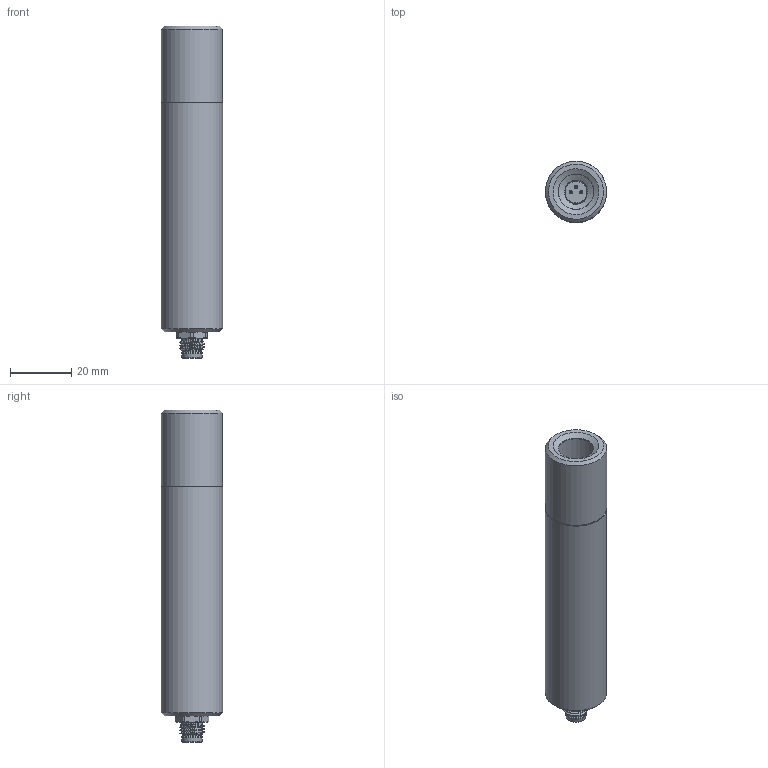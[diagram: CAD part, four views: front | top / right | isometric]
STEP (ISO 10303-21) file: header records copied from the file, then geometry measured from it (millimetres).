
FILE_DESCRIPTION(/* description */ (''),/* implementation_level */ '2;1');
FILE_SCHEMA (('AUTOMOTIVE_DESIGN { 1 0 10303 214 3 1 1 }'));
Length unit declared in the file: millimetre
Products named in the file (4): lwpro_v10; liniowy_back; front_rev8; m8-3p_realthread
Assembly tree (3 placements, depth 2):
  lwpro_v10
    liniowy_back
    front_rev8
    m8-3p_realthread
Bounding box: 19.98 x 19.98 x 108.5 mm (x, y, z)
Volume: 15576.3 mm3; surface area: 12361.3 mm2
Topology: 3 solids, 3 shells, 223 faces, 598 edges, 394 vertices
Faces by surface type: bspline 65, cylinder 60, cone 45, plane 41, torus 9, sphere 3
Full cylindrical faces by diameter (mm): 0.6 x3, 1 x3, 1.05 x3, 5.8 x1, 6.5 x1, 6.8 x1, 6.9 x1, 7.2 x1, 7.459 x1, 8 x2, 11.5 x1, 13 x1, 16.1 x1, 17.459 x2, 18 x2, 18.4 x1, 20 x2
Entity records: 23452 total; most frequent: CARTESIAN_POINT 18227, ORIENTED_EDGE 1190, DIRECTION 835, EDGE_CURVE 595, VERTEX_POINT 394, AXIS2_PLACEMENT_3D 338, B_SPLINE_CURVE_WITH_KNOTS 261, EDGE_LOOP 243
